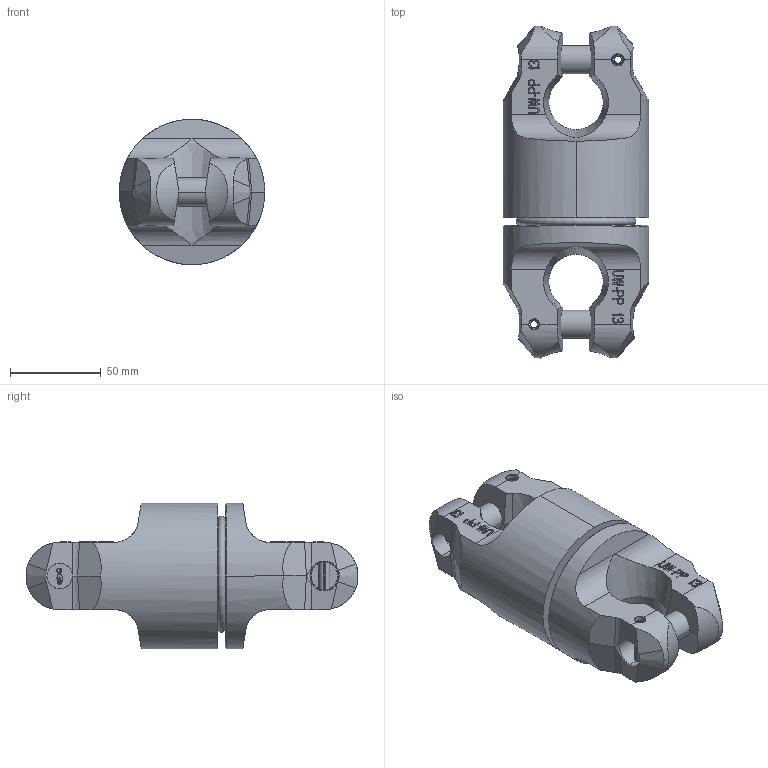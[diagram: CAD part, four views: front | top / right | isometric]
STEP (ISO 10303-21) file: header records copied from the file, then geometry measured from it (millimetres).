
FILE_DESCRIPTION((''),'2;1');
FILE_NAME('001-M33163-ZU1_ASM','2009-04-08T',('jakubetz'),('RAND'),'PRO/ENGINEER BY PARAMETRIC TECHNOLOGY CORPORATION, 2005030','PRO/ENGINEER BY PARAMETRIC TECHNOLOGY CORPORATION, 2005030','');
FILE_SCHEMA(('CONFIG_CONTROL_DESIGN'));
Length unit declared in the file: millimetre
Products named in the file (8): 001-M31395-RT1_AF0; 001-M33163-BA1_ASM; 001-M31395-RT1_AF1; 001-M33163-BA2_ASM; 001-M31047-V05; 001-M31048-V46; 001-M33163-RT1; 001-M33163-ZU1_ASM
Assembly tree (9 placements, depth 3):
  001-M33163-ZU1_ASM
    001-M33163-BA1_ASM
      001-M31395-RT1_AF0
    001-M33163-BA2_ASM
      001-M31395-RT1_AF1
    001-M31047-V05  x2
    001-M31048-V46  x2
    001-M33163-RT1
Bounding box: 80 x 182.5 x 80 mm (x, y, z)
Volume: 558116.6 mm3; surface area: 75892 mm2
Topology: 7 solids, 7 shells, 975 faces, 2720 edges, 1792 vertices
Faces by surface type: plane 765, extrusion 104, cylinder 48, cone 48, torus 10
Entity records: 23949 total; most frequent: CARTESIAN_POINT 5440, ORIENTED_EDGE 4056, DIRECTION 3328, EDGE_CURVE 2028, VECTOR 1746, LINE 1694, VERTEX_POINT 1332, AXIS2_PLACEMENT_3D 791
